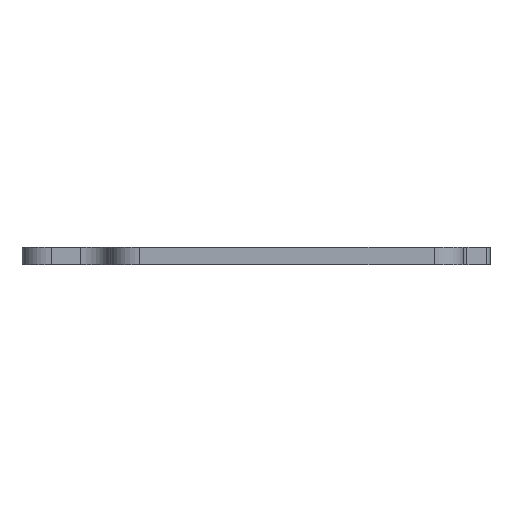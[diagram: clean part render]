
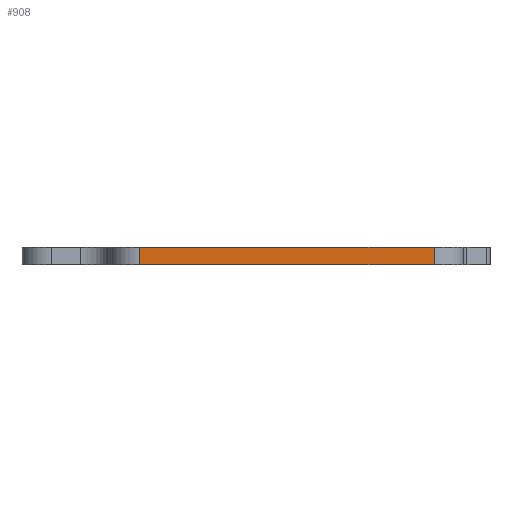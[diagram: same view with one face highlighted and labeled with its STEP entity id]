
A CAD part, front view. The second image highlights one B-rep face of the part: STEP entity #908.
In plain terms, the highlighted planar face has unit normal (0, -1, 0).
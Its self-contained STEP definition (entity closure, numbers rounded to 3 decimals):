
#41=PLANE('',#1018);
#80=FACE_OUTER_BOUND('',#132,.T.);
#132=EDGE_LOOP('',(#750,#751,#752,#753));
#162=LINE('',#1359,#246);
#216=LINE('',#1524,#300);
#217=LINE('',#1527,#301);
#218=LINE('',#1528,#302);
#246=VECTOR('',#1087,10.);
#300=VECTOR('',#1247,10.);
#301=VECTOR('',#1250,10.);
#302=VECTOR('',#1251,10.);
#385=VERTEX_POINT('',#1356);
#386=VERTEX_POINT('',#1358);
#444=VERTEX_POINT('',#1522);
#445=VERTEX_POINT('',#1526);
#478=EDGE_CURVE('',#386,#385,#162,.T.);
#561=EDGE_CURVE('',#385,#444,#216,.T.);
#562=EDGE_CURVE('',#445,#444,#217,.T.);
#563=EDGE_CURVE('',#386,#445,#218,.T.);
#750=ORIENTED_EDGE('',*,*,#478,.T.);
#751=ORIENTED_EDGE('',*,*,#561,.T.);
#752=ORIENTED_EDGE('',*,*,#562,.F.);
#753=ORIENTED_EDGE('',*,*,#563,.F.);
#908=ADVANCED_FACE('',(#80),#41,.T.);
#1018=AXIS2_PLACEMENT_3D('',#1525,#1248,#1249);
#1087=DIRECTION('',(1.,0.,0.));
#1247=DIRECTION('',(0.,0.,1.));
#1248=DIRECTION('center_axis',(0.,-1.,0.));
#1249=DIRECTION('ref_axis',(1.,0.,0.));
#1250=DIRECTION('',(1.,0.,0.));
#1251=DIRECTION('',(0.,0.,1.));
#1356=CARTESIAN_POINT('',(27.5,-50.,0.));
#1358=CARTESIAN_POINT('',(-22.5,-50.,0.));
#1359=CARTESIAN_POINT('',(-22.5,-50.,0.));
#1522=CARTESIAN_POINT('',(27.5,-50.,3.));
#1524=CARTESIAN_POINT('',(27.5,-50.,0.));
#1525=CARTESIAN_POINT('Origin',(-22.5,-50.,0.));
#1526=CARTESIAN_POINT('',(-22.5,-50.,3.));
#1527=CARTESIAN_POINT('',(-22.5,-50.,3.));
#1528=CARTESIAN_POINT('',(-22.5,-50.,0.));
